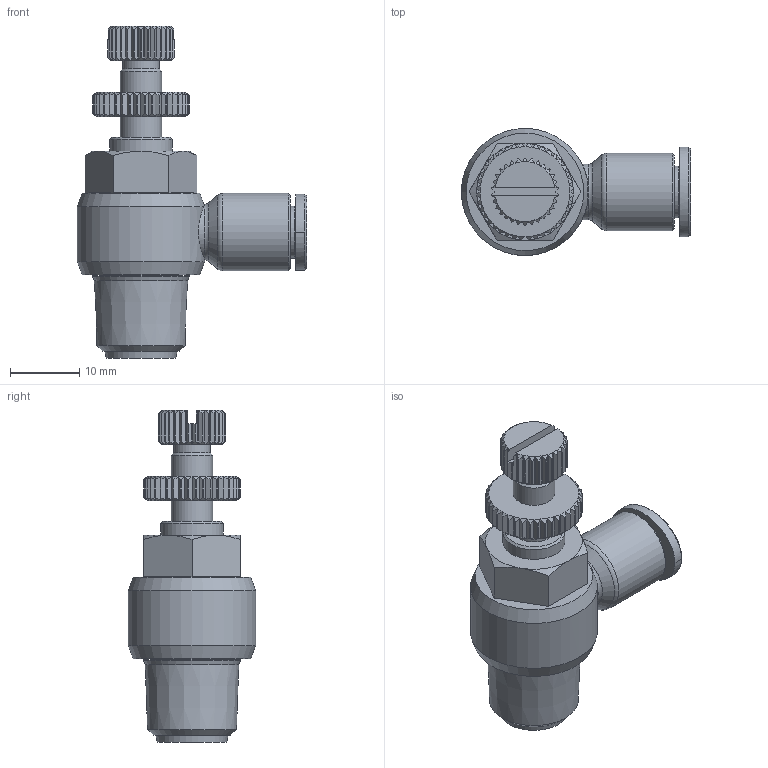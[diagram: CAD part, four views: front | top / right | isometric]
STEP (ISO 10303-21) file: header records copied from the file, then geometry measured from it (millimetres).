
FILE_DESCRIPTION(/* description */ (''),/* implementation_level */ '2;1');
FILE_NAME(/* name */ 'grlaiqs_146.stp',/* time_stamp */ '2016-10-11T09:44:16+02:00',/* author */ ('leitheußer'),/* organization */ (''),/* preprocessor_version */ 'ST-DEVELOPER v15.6',/* originating_system */ 'Autodesk Inventor LT ',/* authorisation */ '');
FILE_SCHEMA (('AUTOMOTIVE_DESIGN { 1 0 10303 214 3 1 1 }'));
Length unit declared in the file: millimetre
Products named in the file (1): GNSE 0602(3D)
Bounding box: 33.15 x 18.4 x 48 mm (x, y, z)
Volume: 7710.6 mm3; surface area: 4014.8 mm2
Topology: 1 solids, 1 shells, 581 faces, 1495 edges, 939 vertices
Faces by surface type: plane 330, cylinder 119, cone 100, bspline 30, torus 2
Full cylindrical faces by diameter (mm): 5.3 x1, 6 x2, 6.2 x1, 7.5 x1, 9 x1, 11.2 x1, 11.6 x2, 14 x1, 18.4 x1
Entity records: 18306 total; most frequent: CARTESIAN_POINT 5217, ORIENTED_EDGE 2920, DIRECTION 2539, EDGE_CURVE 1460, VERTEX_POINT 929, AXIS2_PLACEMENT_3D 886, LINE 767, VECTOR 767
